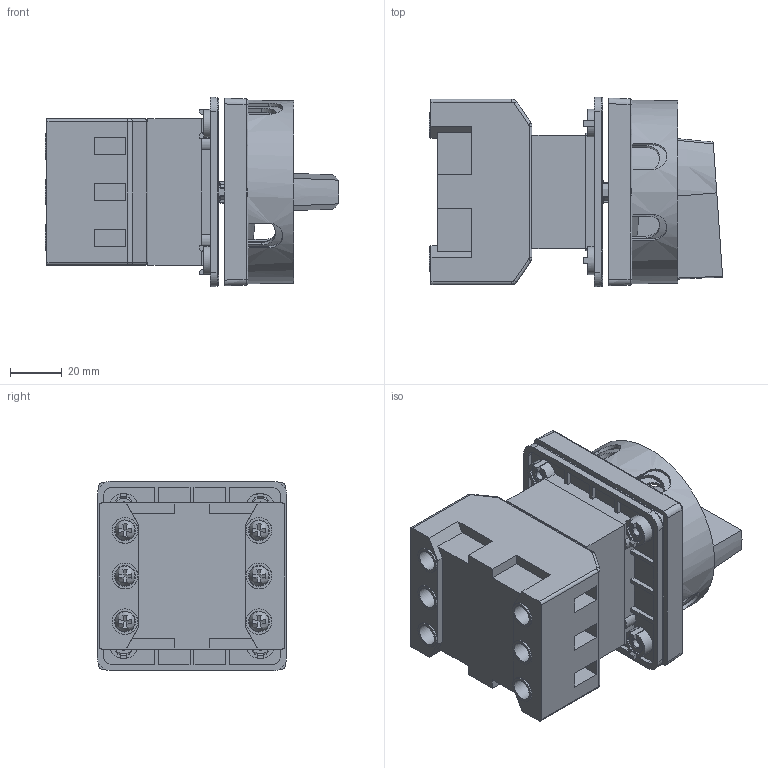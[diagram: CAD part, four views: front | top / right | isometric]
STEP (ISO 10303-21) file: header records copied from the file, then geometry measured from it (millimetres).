
FILE_DESCRIPTION(('FreeCAD Model'),'2;1');
FILE_NAME('Open CASCADE Shape Model','2025-04-30T04:01:09',('FreeCAD'),( 'FreeCAD'),'Open CASCADE STEP processor 7.6','FreeCAD','Unknown');
FILE_SCHEMA(('AUTOMOTIVE_DESIGN { 1 0 10303 214 1 1 1 1 }'));
Products named in the file (1): Open CASCADE STEP translator 7.6 1
Bounding box: 113.43 x 73.33 x 73.33 mm (x, y, z)
Volume: 237548 mm3; surface area: 117321.2 mm2
Topology: 26 solids, 26 shells, 1110 faces, 3007 edges, 1979 vertices
Faces by surface type: bspline 1110
Entity records: 36299 total; most frequent: CARTESIAN_POINT 19010, ORIENTED_EDGE 5982, EDGE_CURVE 2991, VERTEX_POINT 1979, B_SPLINE_CURVE_WITH_KNOTS 1934, FACE_BOUND 1250, EDGE_LOOP 1250, ADVANCED_FACE 1110
